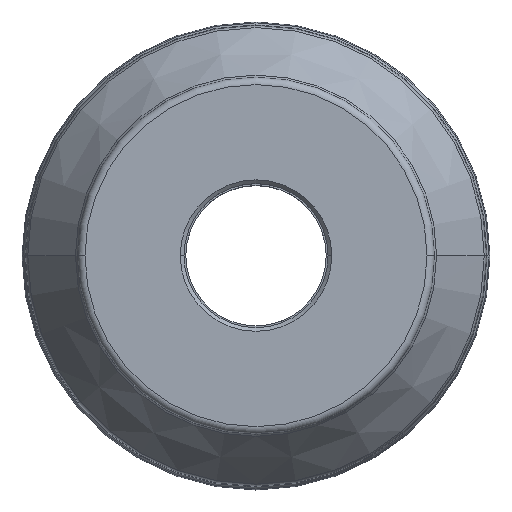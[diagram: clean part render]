
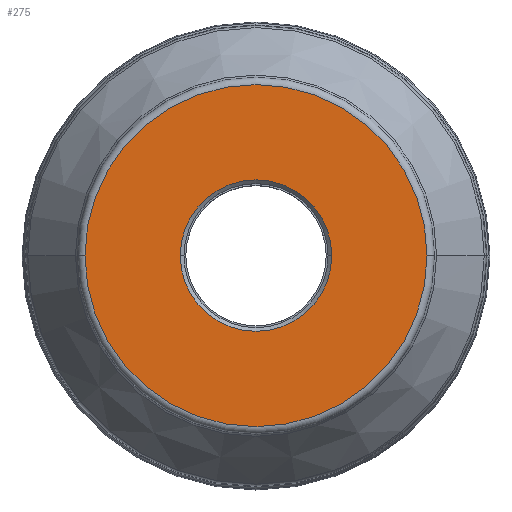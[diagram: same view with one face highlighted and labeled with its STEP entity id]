
A CAD part, top view. The second image highlights one B-rep face of the part: STEP entity #275.
In plain terms, the highlighted planar face has unit normal (0, 0, 1).
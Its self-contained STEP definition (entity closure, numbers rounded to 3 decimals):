
#30=PLANE('',#2449);
#37=FACE_BOUND('',#532,.T.);
#38=FACE_BOUND('',#533,.T.);
#275=ADVANCED_FACE('',(#37,#38),#30,.F.);
#532=EDGE_LOOP('',(#971,#972,#973,#974));
#533=EDGE_LOOP('',(#975,#976,#977,#978));
#971=ORIENTED_EDGE('',*,*,#1536,.F.);
#972=ORIENTED_EDGE('',*,*,#1540,.F.);
#973=ORIENTED_EDGE('',*,*,#1539,.T.);
#974=ORIENTED_EDGE('',*,*,#1537,.T.);
#975=ORIENTED_EDGE('',*,*,#1541,.T.);
#976=ORIENTED_EDGE('',*,*,#1542,.T.);
#977=ORIENTED_EDGE('',*,*,#1543,.T.);
#978=ORIENTED_EDGE('',*,*,#1544,.T.);
#1271=VERTEX_POINT('',#5009);
#1272=VERTEX_POINT('',#5011);
#1273=VERTEX_POINT('',#5013);
#1274=VERTEX_POINT('',#5017);
#1275=VERTEX_POINT('',#5021);
#1276=VERTEX_POINT('',#5022);
#1277=VERTEX_POINT('',#5024);
#1278=VERTEX_POINT('',#5026);
#1536=EDGE_CURVE('',#1271,#1272,#1877,.T.);
#1537=EDGE_CURVE('',#1273,#1272,#1878,.T.);
#1539=EDGE_CURVE('',#1274,#1273,#1880,.T.);
#1540=EDGE_CURVE('',#1274,#1271,#1881,.T.);
#1541=EDGE_CURVE('',#1275,#1276,#1882,.T.);
#1542=EDGE_CURVE('',#1276,#1277,#1883,.T.);
#1543=EDGE_CURVE('',#1277,#1278,#1884,.T.);
#1544=EDGE_CURVE('',#1278,#1275,#1885,.T.);
#1877=CIRCLE('',#2438,46.419);
#1878=CIRCLE('',#2439,46.419);
#1880=CIRCLE('',#2442,46.419);
#1881=CIRCLE('',#2443,46.419);
#1882=CIRCLE('',#2445,20.55);
#1883=CIRCLE('',#2446,20.55);
#1884=CIRCLE('',#2447,20.55);
#1885=CIRCLE('',#2448,20.55);
#2438=AXIS2_PLACEMENT_3D('',#5010,#3027,#3028);
#2439=AXIS2_PLACEMENT_3D('',#5012,#3029,#3030);
#2442=AXIS2_PLACEMENT_3D('',#5016,#3035,#3036);
#2443=AXIS2_PLACEMENT_3D('',#5018,#3037,#3038);
#2445=AXIS2_PLACEMENT_3D('',#5020,#3041,#3042);
#2446=AXIS2_PLACEMENT_3D('',#5023,#3043,#3044);
#2447=AXIS2_PLACEMENT_3D('',#5025,#3045,#3046);
#2448=AXIS2_PLACEMENT_3D('',#5027,#3047,#3048);
#2449=AXIS2_PLACEMENT_3D('',#5028,#3049,#3050);
#3027=DIRECTION('',(0.,0.,-1.));
#3028=DIRECTION('',(-1.,0.,0.));
#3029=DIRECTION('',(0.,0.,1.));
#3030=DIRECTION('',(1.,0.,0.));
#3035=DIRECTION('',(0.,0.,1.));
#3036=DIRECTION('',(1.,0.,0.));
#3037=DIRECTION('',(0.,0.,-1.));
#3038=DIRECTION('',(-1.,0.,0.));
#3041=DIRECTION('',(0.,0.,-1.));
#3042=DIRECTION('',(0.,1.,0.));
#3043=DIRECTION('',(0.,0.,-1.));
#3044=DIRECTION('',(1.,0.,0.));
#3045=DIRECTION('',(0.,0.,-1.));
#3046=DIRECTION('',(0.,-1.,0.));
#3047=DIRECTION('',(0.,0.,-1.));
#3048=DIRECTION('',(-1.,0.,0.));
#3049=DIRECTION('',(0.,0.,-1.));
#3050=DIRECTION('',(1.,0.,0.));
#5009=CARTESIAN_POINT('',(-46.419,0.,0.));
#5010=CARTESIAN_POINT('',(0.,0.,0.));
#5011=CARTESIAN_POINT('',(-46.419,0.021,0.));
#5012=CARTESIAN_POINT('',(0.,0.,0.));
#5013=CARTESIAN_POINT('',(46.419,0.,0.));
#5016=CARTESIAN_POINT('',(0.,0.,0.));
#5017=CARTESIAN_POINT('',(46.419,-0.021,0.));
#5018=CARTESIAN_POINT('',(0.,0.,0.));
#5020=CARTESIAN_POINT('',(0.,0.,0.));
#5021=CARTESIAN_POINT('',(0.,20.55,0.));
#5022=CARTESIAN_POINT('',(20.55,0.,0.));
#5023=CARTESIAN_POINT('',(0.,0.,0.));
#5024=CARTESIAN_POINT('',(0.,-20.55,0.));
#5025=CARTESIAN_POINT('',(0.,0.,0.));
#5026=CARTESIAN_POINT('',(-20.55,0.,0.));
#5027=CARTESIAN_POINT('',(0.,0.,0.));
#5028=CARTESIAN_POINT('',(0.,0.,0.));
